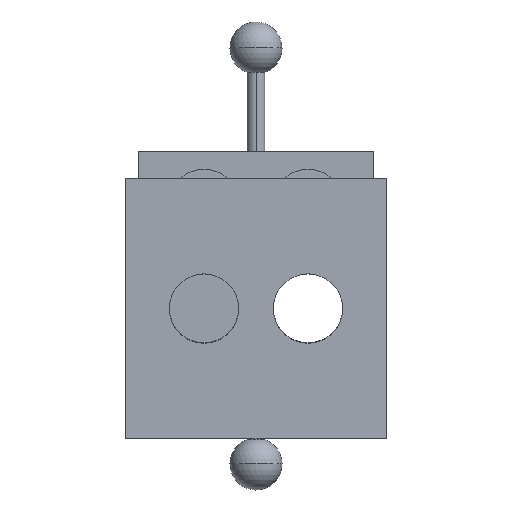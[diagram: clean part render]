
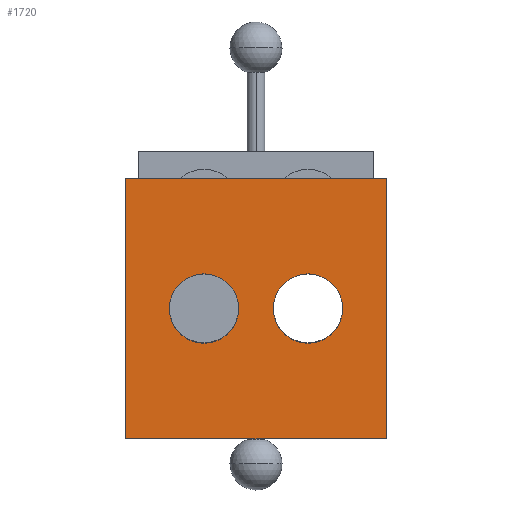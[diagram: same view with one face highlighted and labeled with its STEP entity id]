
A CAD part, top view. The second image highlights one B-rep face of the part: STEP entity #1720.
In plain terms, the highlighted planar face has unit normal (0, 0, 1).
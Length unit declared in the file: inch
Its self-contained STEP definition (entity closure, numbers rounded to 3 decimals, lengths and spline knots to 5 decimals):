
#16 = ORIENTED_EDGE ( 'NONE', *, *, #1898, .T. ) ;
#19 = EDGE_CURVE ( 'NONE', #481, #851, #982, .T. ) ;
#32 = VERTEX_POINT ( 'NONE', #1474 ) ;
#99 = LINE ( 'NONE', #552, #2285 ) ;
#125 = CARTESIAN_POINT ( 'NONE',  ( -1.875, -1.875, 0. ) ) ;
#160 = CIRCLE ( 'NONE', #1333, 0.5 ) ;
#204 = DIRECTION ( 'NONE',  ( 1., 0., 0. ) ) ;
#225 = EDGE_CURVE ( 'NONE', #32, #2366, #2509, .T. ) ;
#262 = CARTESIAN_POINT ( 'NONE',  ( 0.75, 0., 0. ) ) ;
#355 = VECTOR ( 'NONE', #546, 39.37008 ) ;
#423 = DIRECTION ( 'NONE',  ( 1., 0., 0. ) ) ;
#433 = LINE ( 'NONE', #125, #355 ) ;
#460 = CIRCLE ( 'NONE', #2291, 0.5 ) ;
#466 = VERTEX_POINT ( 'NONE', #1135 ) ;
#481 = VERTEX_POINT ( 'NONE', #2448 ) ;
#534 = CARTESIAN_POINT ( 'NONE',  ( 1.25, 0., 0. ) ) ;
#537 = EDGE_CURVE ( 'NONE', #969, #466, #160, .T. ) ;
#546 = DIRECTION ( 'NONE',  ( 0., -1., 0. ) ) ;
#552 = CARTESIAN_POINT ( 'NONE',  ( -1.875, 1.875, 0. ) ) ;
#749 = ORIENTED_EDGE ( 'NONE', *, *, #537, .T. ) ;
#851 = VERTEX_POINT ( 'NONE', #885 ) ;
#857 = VECTOR ( 'NONE', #2120, 39.37008 ) ;
#882 = EDGE_CURVE ( 'NONE', #2366, #32, #460, .T. ) ;
#885 = CARTESIAN_POINT ( 'NONE',  ( 1.875, -1.875, 0. ) ) ;
#956 = ORIENTED_EDGE ( 'NONE', *, *, #1026, .T. ) ;
#965 = AXIS2_PLACEMENT_3D ( 'NONE', #1295, #2816, #423 ) ;
#969 = VERTEX_POINT ( 'NONE', #1432 ) ;
#982 = LINE ( 'NONE', #2566, #857 ) ;
#1018 = FACE_BOUND ( 'NONE', #2146, .T. ) ;
#1026 = EDGE_CURVE ( 'NONE', #1308, #2129, #99, .T. ) ;
#1088 = FACE_BOUND ( 'NONE', #1652, .T. ) ;
#1126 = CARTESIAN_POINT ( 'NONE',  ( 0., 0., 0. ) ) ;
#1135 = CARTESIAN_POINT ( 'NONE',  ( -1.25, 0., 0. ) ) ;
#1140 = DIRECTION ( 'NONE',  ( 0., 0., -1. ) ) ;
#1142 = DIRECTION ( 'NONE',  ( 0., 0., 1. ) ) ;
#1221 = ORIENTED_EDGE ( 'NONE', *, *, #225, .F. ) ;
#1295 = CARTESIAN_POINT ( 'NONE',  ( -0.75, 0., 0. ) ) ;
#1308 = VERTEX_POINT ( 'NONE', #2290 ) ;
#1333 = AXIS2_PLACEMENT_3D ( 'NONE', #2486, #2710, #2175 ) ;
#1354 = AXIS2_PLACEMENT_3D ( 'NONE', #1126, #1140, #1733 ) ;
#1432 = CARTESIAN_POINT ( 'NONE',  ( -0.25, 0., 0. ) ) ;
#1474 = CARTESIAN_POINT ( 'NONE',  ( 0.25, 0., 0. ) ) ;
#1518 = CARTESIAN_POINT ( 'NONE',  ( 1.875, -1.875, 0. ) ) ;
#1652 = EDGE_LOOP ( 'NONE', ( #749, #2337 ) ) ;
#1667 = FACE_OUTER_BOUND ( 'NONE', #2395, .T. ) ;
#1720 = ADVANCED_FACE ( 'NONE', ( #1667, #1088, #1018 ), #2450, .F. ) ;
#1733 = DIRECTION ( 'NONE',  ( -1., 0., 0. ) ) ;
#1840 = EDGE_CURVE ( 'NONE', #851, #1308, #2579, .T. ) ;
#1849 = CARTESIAN_POINT ( 'NONE',  ( 0.75, 0., 0. ) ) ;
#1859 = CIRCLE ( 'NONE', #965, 0.5 ) ;
#1898 = EDGE_CURVE ( 'NONE', #2129, #481, #433, .T. ) ;
#1972 = VECTOR ( 'NONE', #2164, 39.37008 ) ;
#2012 = DIRECTION ( 'NONE',  ( 1., 0., 0. ) ) ;
#2116 = DIRECTION ( 'NONE',  ( -1., 0., 0. ) ) ;
#2120 = DIRECTION ( 'NONE',  ( 1., 0., 0. ) ) ;
#2129 = VERTEX_POINT ( 'NONE', #2445 ) ;
#2146 = EDGE_LOOP ( 'NONE', ( #2810, #1221 ) ) ;
#2164 = DIRECTION ( 'NONE',  ( 0., 1., 0. ) ) ;
#2175 = DIRECTION ( 'NONE',  ( 1., 0., 0. ) ) ;
#2243 = ORIENTED_EDGE ( 'NONE', *, *, #19, .T. ) ;
#2285 = VECTOR ( 'NONE', #2116, 39.37008 ) ;
#2290 = CARTESIAN_POINT ( 'NONE',  ( 1.875, 1.875, 0. ) ) ;
#2291 = AXIS2_PLACEMENT_3D ( 'NONE', #262, #1142, #2012 ) ;
#2319 = ORIENTED_EDGE ( 'NONE', *, *, #1840, .T. ) ;
#2337 = ORIENTED_EDGE ( 'NONE', *, *, #2770, .T. ) ;
#2366 = VERTEX_POINT ( 'NONE', #534 ) ;
#2395 = EDGE_LOOP ( 'NONE', ( #2319, #956, #16, #2243 ) ) ;
#2445 = CARTESIAN_POINT ( 'NONE',  ( -1.875, 1.875, 0. ) ) ;
#2448 = CARTESIAN_POINT ( 'NONE',  ( -1.875, -1.875, 0. ) ) ;
#2450 = PLANE ( 'NONE',  #1354 ) ;
#2456 = AXIS2_PLACEMENT_3D ( 'NONE', #1849, #2799, #204 ) ;
#2486 = CARTESIAN_POINT ( 'NONE',  ( -0.75, 0., 0. ) ) ;
#2509 = CIRCLE ( 'NONE', #2456, 0.5 ) ;
#2566 = CARTESIAN_POINT ( 'NONE',  ( -1.875, -1.875, 0. ) ) ;
#2579 = LINE ( 'NONE', #1518, #1972 ) ;
#2710 = DIRECTION ( 'NONE',  ( 0., 0., -1. ) ) ;
#2770 = EDGE_CURVE ( 'NONE', #466, #969, #1859, .T. ) ;
#2799 = DIRECTION ( 'NONE',  ( 0., 0., 1. ) ) ;
#2810 = ORIENTED_EDGE ( 'NONE', *, *, #882, .F. ) ;
#2816 = DIRECTION ( 'NONE',  ( 0., 0., -1. ) ) ;
